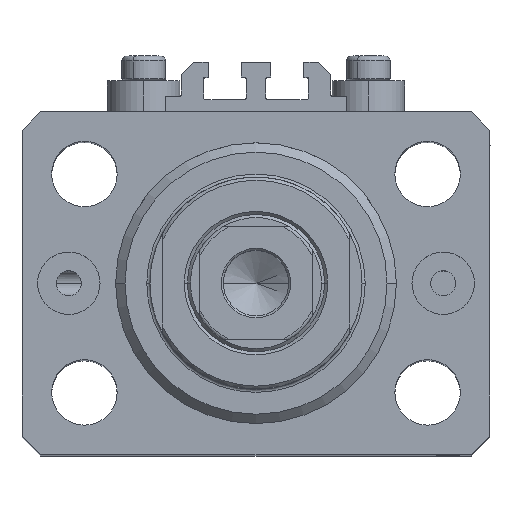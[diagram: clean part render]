
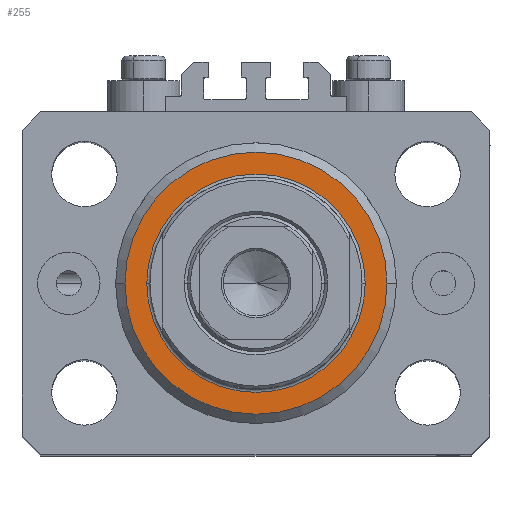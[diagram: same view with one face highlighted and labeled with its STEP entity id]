
A CAD part, top view. The second image highlights one B-rep face of the part: STEP entity #255.
In plain terms, the highlighted face is planar.
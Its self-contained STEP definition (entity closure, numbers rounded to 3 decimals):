
#255 = ADVANCED_FACE ( 'NONE', ( #14010, #28822 ), #31711, .F. ) ;
#755 = CARTESIAN_POINT ( 'NONE',  ( 0., 0., 0. ) ) ;
#805 = EDGE_CURVE ( 'NONE', #26739, #26287, #16439, .T. ) ;
#1881 = AXIS2_PLACEMENT_3D ( 'NONE', #35990, #10418, #46257 ) ;
#1989 = VERTEX_POINT ( 'NONE', #16223 ) ;
#2964 = VERTEX_POINT ( 'NONE', #7449 ) ;
#3240 = CIRCLE ( 'NONE', #40586, 21. ) ;
#4129 = DIRECTION ( 'NONE',  ( 0., 0., 1. ) ) ;
#5315 = DIRECTION ( 'NONE',  ( 0., 0., 1. ) ) ;
#7449 = CARTESIAN_POINT ( 'NONE',  ( 21., 0., 0. ) ) ;
#8034 = EDGE_CURVE ( 'NONE', #1989, #2964, #3240, .T. ) ;
#8648 = DIRECTION ( 'NONE',  ( 1., 0., 0. ) ) ;
#10418 = DIRECTION ( 'NONE',  ( 0., 0., 1. ) ) ;
#10666 = CARTESIAN_POINT ( 'NONE',  ( 17.5, 0., 0. ) ) ;
#14010 = FACE_BOUND ( 'NONE', #36572, .T. ) ;
#14460 = EDGE_CURVE ( 'NONE', #2964, #1989, #40521, .T. ) ;
#15944 = ORIENTED_EDGE ( 'NONE', *, *, #805, .T. ) ;
#16223 = CARTESIAN_POINT ( 'NONE',  ( -21., 0., 0. ) ) ;
#16439 = CIRCLE ( 'NONE', #30070, 17.5 ) ;
#16750 = DIRECTION ( 'NONE',  ( 1., 0., 0. ) ) ;
#19926 = AXIS2_PLACEMENT_3D ( 'NONE', #26135, #36647, #29249 ) ;
#24067 = ORIENTED_EDGE ( 'NONE', *, *, #8034, .T. ) ;
#25410 = CIRCLE ( 'NONE', #39103, 17.5 ) ;
#26135 = CARTESIAN_POINT ( 'NONE',  ( 0., 0., 0. ) ) ;
#26287 = VERTEX_POINT ( 'NONE', #32487 ) ;
#26739 = VERTEX_POINT ( 'NONE', #10666 ) ;
#26830 = CARTESIAN_POINT ( 'NONE',  ( 0., 0., 0. ) ) ;
#27987 = CARTESIAN_POINT ( 'NONE',  ( 0., 0., 0. ) ) ;
#28822 = FACE_OUTER_BOUND ( 'NONE', #46142, .T. ) ;
#29249 = DIRECTION ( 'NONE',  ( 1., 0., 0. ) ) ;
#30070 = AXIS2_PLACEMENT_3D ( 'NONE', #26830, #5315, #8648 ) ;
#31573 = DIRECTION ( 'NONE',  ( 0., 0., -1. ) ) ;
#31711 = PLANE ( 'NONE',  #1881 ) ;
#31719 = ORIENTED_EDGE ( 'NONE', *, *, #41639, .T. ) ;
#32487 = CARTESIAN_POINT ( 'NONE',  ( -17.5, 0., 0. ) ) ;
#35990 = CARTESIAN_POINT ( 'NONE',  ( 0., 0., 0. ) ) ;
#36572 = EDGE_LOOP ( 'NONE', ( #15944, #31719 ) ) ;
#36647 = DIRECTION ( 'NONE',  ( 0., 0., -1. ) ) ;
#39103 = AXIS2_PLACEMENT_3D ( 'NONE', #755, #4129, #39955 ) ;
#39955 = DIRECTION ( 'NONE',  ( 1., 0., 0. ) ) ;
#40521 = CIRCLE ( 'NONE', #19926, 21. ) ;
#40586 = AXIS2_PLACEMENT_3D ( 'NONE', #27987, #31573, #16750 ) ;
#41639 = EDGE_CURVE ( 'NONE', #26287, #26739, #25410, .T. ) ;
#41656 = ORIENTED_EDGE ( 'NONE', *, *, #14460, .T. ) ;
#46142 = EDGE_LOOP ( 'NONE', ( #41656, #24067 ) ) ;
#46257 = DIRECTION ( 'NONE',  ( 1., 0., 0. ) ) ;
